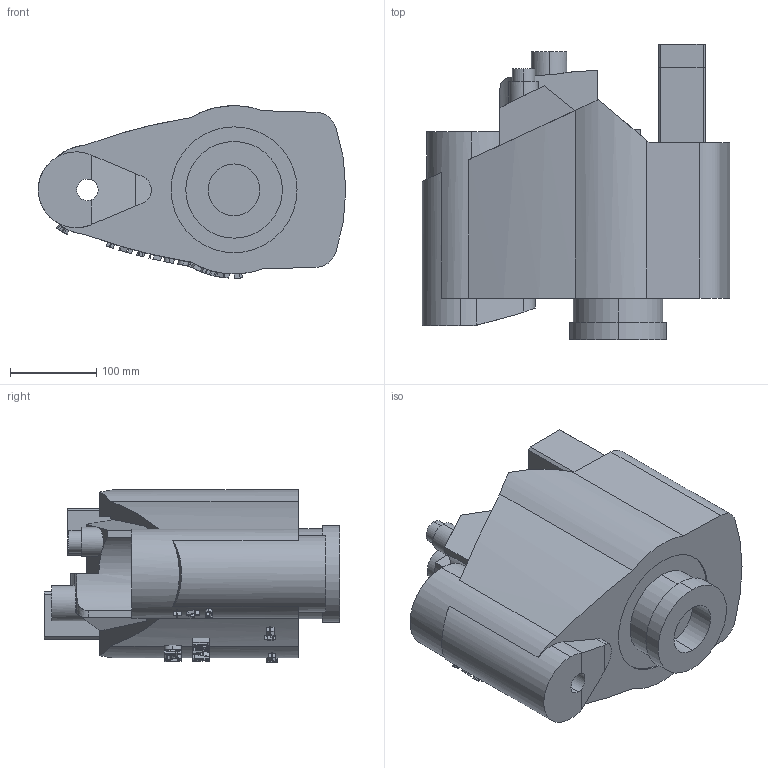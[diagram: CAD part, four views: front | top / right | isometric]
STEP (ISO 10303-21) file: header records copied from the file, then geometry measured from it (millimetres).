
FILE_DESCRIPTION (( 'STEP AP203' ), '1' );
FILE_NAME ('Part_Hieu_Default_sldprt.STEP', '2022-08-02T03:04:38', ( '' ), ( '' ), 'SwSTEP 2.0', 'SolidWorks 2020', '' );
FILE_SCHEMA (( 'CONFIG_CONTROL_DESIGN' ));
Length unit declared in the file: millimetre
Products named in the file (1): Part_Hieu_Default_sldprt
Bounding box: 356.5 x 342.5 x 199.91 mm (x, y, z)
Volume: 11728367.9 mm3; surface area: 453341.8 mm2
Topology: 1 solids, 1 shells, 382 faces, 1021 edges, 674 vertices
Faces by surface type: plane 191, bspline 124, cylinder 67
Entity records: 29243 total; most frequent: CARTESIAN_POINT 21175, ORIENTED_EDGE 2042, EDGE_CURVE 1021, DIRECTION 1014, VERTEX_POINT 674, B_SPLINE_CURVE_WITH_KNOTS 603, EDGE_LOOP 417, FACE_OUTER_BOUND 382
